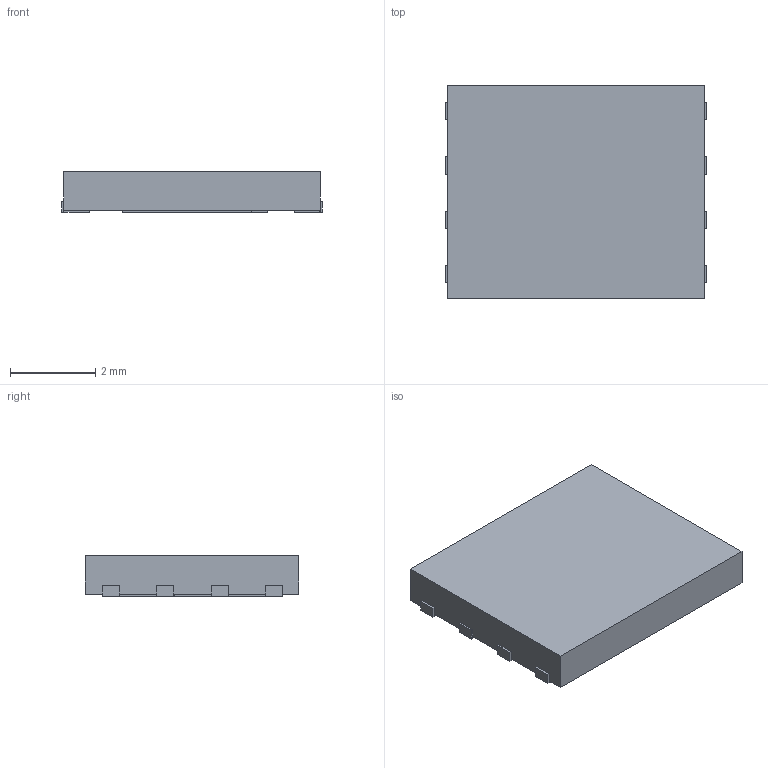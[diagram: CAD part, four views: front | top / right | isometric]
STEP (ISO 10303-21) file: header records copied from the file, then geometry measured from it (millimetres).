
FILE_DESCRIPTION (( 'STEP AP214' ), '1' );
FILE_NAME ('User Library-MFF2_5x6x1mm.STEP', '2022-06-16T15:52:28', ( '' ), ( '' ), 'SwSTEP 2.0', 'SolidWorks 2021', '' );
FILE_SCHEMA (( 'AUTOMOTIVE_DESIGN' ));
Length unit declared in the file: millimetre
Products named in the file (1): User Library-MFF2_5x6x1mm
Bounding box: 6.1 x 5 x 0.95 mm (x, y, z)
Volume: 27.8 mm3; surface area: 115.7 mm2
Topology: 16 solids, 16 shells, 109 faces, 229 edges, 152 vertices
Faces by surface type: plane 109
Entity records: 3016 total; most frequent: CARTESIAN_POINT 491, ORIENTED_EDGE 458, DIRECTION 449, EDGE_CURVE 229, LINE 229, VECTOR 229, VERTEX_POINT 152, AXIS2_PLACEMENT_3D 110
